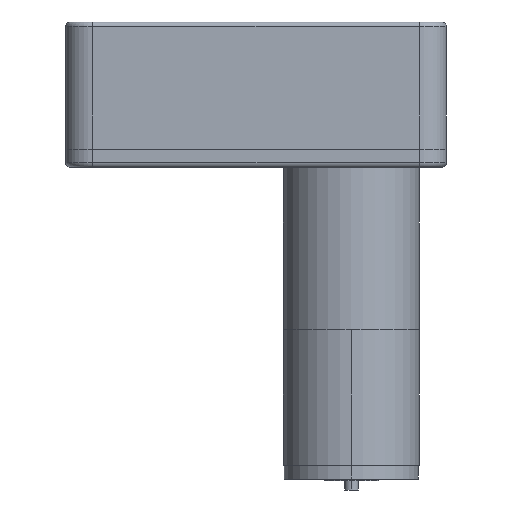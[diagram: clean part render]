
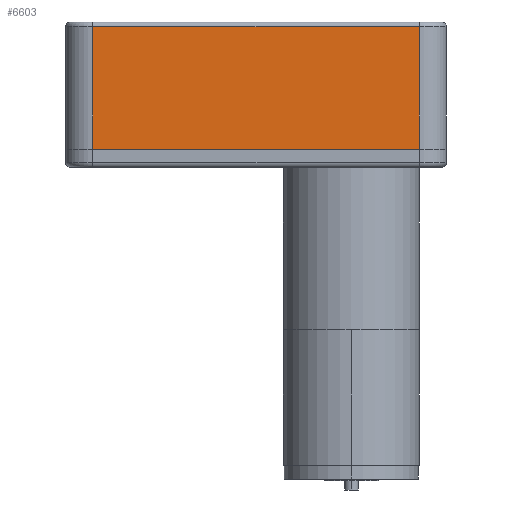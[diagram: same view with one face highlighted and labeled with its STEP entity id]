
A CAD part, front view. The second image highlights one B-rep face of the part: STEP entity #6603.
In plain terms, the highlighted planar face has unit normal (0, -1, 0).
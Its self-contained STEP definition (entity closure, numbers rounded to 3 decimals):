
#1137 = VECTOR ( 'NONE', #3522, 1000. ) ;
#1269 = CARTESIAN_POINT ( 'NONE',  ( -29.26, -14.231, 15. ) ) ;
#1375 = ORIENTED_EDGE ( 'NONE', *, *, #4370, .T. ) ;
#1746 = LINE ( 'NONE', #1269, #7280 ) ;
#1884 = CARTESIAN_POINT ( 'NONE',  ( -29.26, -14.231, 14.5 ) ) ;
#2423 = DIRECTION ( 'NONE',  ( 0., 1., 0. ) ) ;
#2589 = LINE ( 'NONE', #6532, #6216 ) ;
#2745 = DIRECTION ( 'NONE',  ( 0., 0., -1. ) ) ;
#2770 = CARTESIAN_POINT ( 'NONE',  ( -32.26, -14.231, 1. ) ) ;
#3055 = CARTESIAN_POINT ( 'NONE',  ( 6.74, -14.231, 1. ) ) ;
#3084 = VECTOR ( 'NONE', #4999, 1000. ) ;
#3522 = DIRECTION ( 'NONE',  ( 1., 0., 0. ) ) ;
#3647 = DIRECTION ( 'NONE',  ( -1., 0., 0. ) ) ;
#3755 = VERTEX_POINT ( 'NONE', #5580 ) ;
#3824 = PLANE ( 'NONE',  #9073 ) ;
#4370 = EDGE_CURVE ( 'NONE', #5786, #7639, #1746, .T. ) ;
#4424 = EDGE_CURVE ( 'NONE', #6814, #3755, #6932, .T. ) ;
#4801 = CARTESIAN_POINT ( 'NONE',  ( -29.26, -14.231, 1. ) ) ;
#4983 = LINE ( 'NONE', #2770, #1137 ) ;
#4999 = DIRECTION ( 'NONE',  ( 0., 0., 1. ) ) ;
#5012 = FACE_OUTER_BOUND ( 'NONE', #9104, .T. ) ;
#5033 = CARTESIAN_POINT ( 'NONE',  ( 6.74, -14.231, 15. ) ) ;
#5580 = CARTESIAN_POINT ( 'NONE',  ( 6.74, -14.231, 14.5 ) ) ;
#5786 = VERTEX_POINT ( 'NONE', #1884 ) ;
#6216 = VECTOR ( 'NONE', #3647, 1000. ) ;
#6532 = CARTESIAN_POINT ( 'NONE',  ( -29.26, -14.231, 14.5 ) ) ;
#6603 = ADVANCED_FACE ( 'NONE', ( #5012 ), #3824, .F. ) ;
#6732 = CARTESIAN_POINT ( 'NONE',  ( -32.26, -14.231, 15. ) ) ;
#6814 = VERTEX_POINT ( 'NONE', #3055 ) ;
#6827 = ORIENTED_EDGE ( 'NONE', *, *, #8071, .T. ) ;
#6926 = ORIENTED_EDGE ( 'NONE', *, *, #4424, .T. ) ;
#6932 = LINE ( 'NONE', #5033, #3084 ) ;
#7280 = VECTOR ( 'NONE', #2745, 1000. ) ;
#7456 = DIRECTION ( 'NONE',  ( 0., 0., 1. ) ) ;
#7639 = VERTEX_POINT ( 'NONE', #4801 ) ;
#8071 = EDGE_CURVE ( 'NONE', #7639, #6814, #4983, .T. ) ;
#8411 = ORIENTED_EDGE ( 'NONE', *, *, #9340, .T. ) ;
#9073 = AXIS2_PLACEMENT_3D ( 'NONE', #6732, #2423, #7456 ) ;
#9104 = EDGE_LOOP ( 'NONE', ( #6926, #8411, #1375, #6827 ) ) ;
#9340 = EDGE_CURVE ( 'NONE', #3755, #5786, #2589, .T. ) ;
